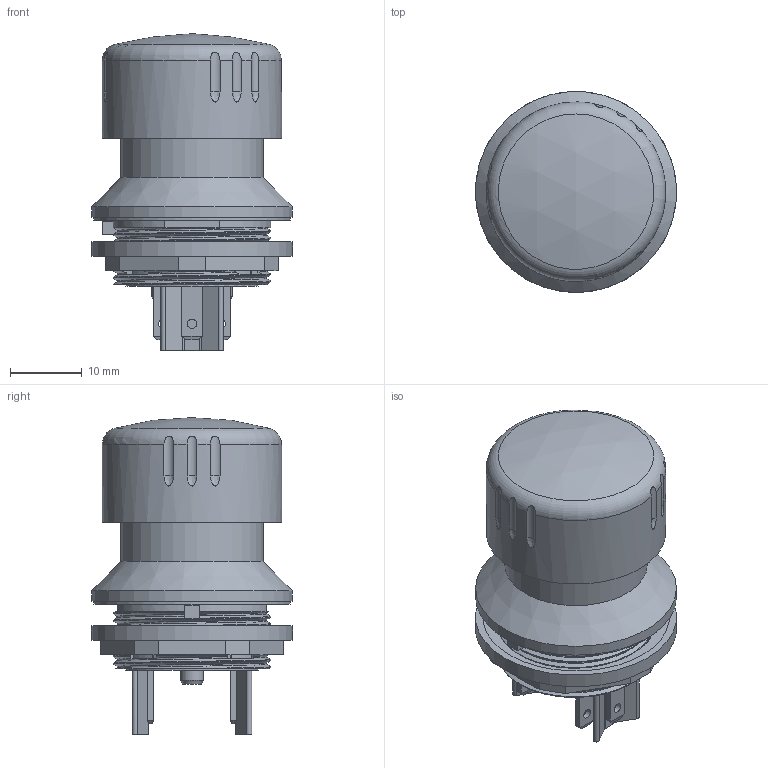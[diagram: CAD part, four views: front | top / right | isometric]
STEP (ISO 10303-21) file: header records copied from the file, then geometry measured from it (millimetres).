
FILE_DESCRIPTION(/* description */ (''),/* implementation_level */ '2;1');
FILE_NAME(/* name */ 'FRVKALOOI_ipt.stp',/* time_stamp */ '2018-03-23T10:47:47+01:00',/* author */ ('ahoffmann'),/* organization */ (''),/* preprocessor_version */ 'ST-DEVELOPER v16.1',/* originating_system */ 'Autodesk Inventor 2016',/* authorisation */ '');
FILE_SCHEMA (('AUTOMOTIVE_DESIGN { 1 0 10303 214 3 1 1 }'));
Length unit declared in the file: centimetre
Products named in the file (1): FRVKALOOI_vereinfacht
Bounding box: 28 x 28 x 44.1 mm (x, y, z)
Volume: 15293.6 mm3; surface area: 7448.3 mm2
Topology: 1 solids, 9 shells, 953 faces, 2732 edges, 1809 vertices
Faces by surface type: plane 801, cylinder 79, bspline 50, cone 15, torus 7, sphere 1
Full cylindrical faces by diameter (mm): 1 x3, 1.3 x6, 2 x3, 3.2 x3, 18.5 x2, 19.383 x1, 19.85 x1, 20.4 x1, 22.9 x1, 23 x1, 25 x1, 26 x1, 26.9 x1, 27 x1, 27.4 x1, 28 x2
Entity records: 38456 total; most frequent: CARTESIAN_POINT 14028, ORIENTED_EDGE 5346, DIRECTION 4513, EDGE_CURVE 2670, LINE 2245, VECTOR 2245, VERTEX_POINT 1791, AXIS2_PLACEMENT_3D 1134
